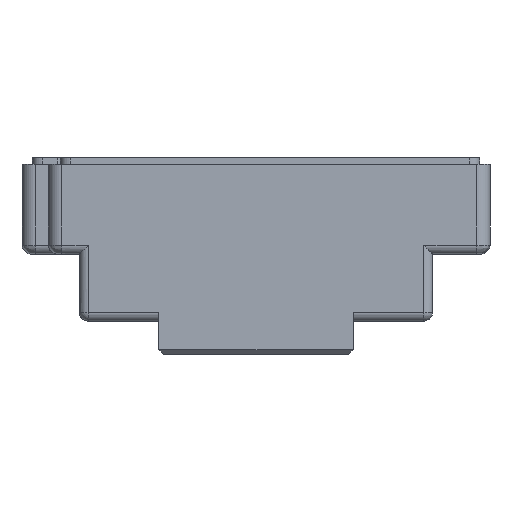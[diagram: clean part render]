
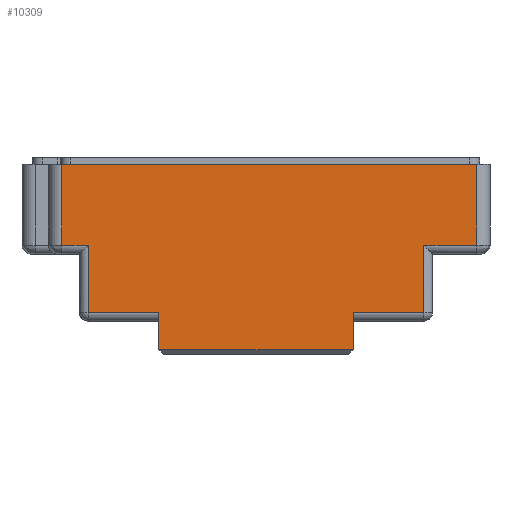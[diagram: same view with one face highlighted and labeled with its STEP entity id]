
A CAD part, left-side view. The second image highlights one B-rep face of the part: STEP entity #10309.
In plain terms, the highlighted planar face has unit normal (-1, 0, 0).
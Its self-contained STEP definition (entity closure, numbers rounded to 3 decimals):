
#913=FACE_OUTER_BOUND('',#1442,.T.);
#1442=EDGE_LOOP('',(#9125,#9126,#9127,#9128,#9129,#9130,#9131,#9132,#9133,
#9134,#9135,#9136));
#2283=LINE('',#15948,#3513);
#2496=LINE('',#16493,#3726);
#2639=LINE('',#16837,#3869);
#2640=LINE('',#16840,#3870);
#2641=LINE('',#16842,#3871);
#2642=LINE('',#16844,#3872);
#2643=LINE('',#16846,#3873);
#2644=LINE('',#16848,#3874);
#2645=LINE('',#16850,#3875);
#2646=LINE('',#16852,#3876);
#2647=LINE('',#16853,#3877);
#2648=LINE('',#16854,#3878);
#3513=VECTOR('',#12858,10.);
#3726=VECTOR('',#13377,10.);
#3869=VECTOR('',#13722,10.);
#3870=VECTOR('',#13725,10.);
#3871=VECTOR('',#13726,10.);
#3872=VECTOR('',#13727,10.);
#3873=VECTOR('',#13728,10.);
#3874=VECTOR('',#13729,10.);
#3875=VECTOR('',#13730,10.);
#3876=VECTOR('',#13731,10.);
#3877=VECTOR('',#13732,10.);
#3878=VECTOR('',#13733,10.);
#4596=VERTEX_POINT('',#15816);
#4632=VERTEX_POINT('',#15940);
#4634=VERTEX_POINT('',#15946);
#4812=VERTEX_POINT('',#16490);
#4813=VERTEX_POINT('',#16492);
#4914=VERTEX_POINT('',#16839);
#4915=VERTEX_POINT('',#16841);
#4916=VERTEX_POINT('',#16843);
#4917=VERTEX_POINT('',#16845);
#4918=VERTEX_POINT('',#16847);
#4919=VERTEX_POINT('',#16849);
#4920=VERTEX_POINT('',#16851);
#5908=EDGE_CURVE('',#4634,#4632,#2283,.T.);
#6184=EDGE_CURVE('',#4813,#4812,#2496,.T.);
#6354=EDGE_CURVE('',#4813,#4596,#2639,.T.);
#6355=EDGE_CURVE('',#4914,#4634,#2640,.T.);
#6356=EDGE_CURVE('',#4915,#4914,#2641,.T.);
#6357=EDGE_CURVE('',#4915,#4916,#2642,.T.);
#6358=EDGE_CURVE('',#4917,#4916,#2643,.T.);
#6359=EDGE_CURVE('',#4917,#4918,#2644,.T.);
#6360=EDGE_CURVE('',#4919,#4918,#2645,.T.);
#6361=EDGE_CURVE('',#4920,#4919,#2646,.T.);
#6362=EDGE_CURVE('',#4596,#4920,#2647,.T.);
#6363=EDGE_CURVE('',#4632,#4812,#2648,.T.);
#9125=ORIENTED_EDGE('',*,*,#6355,.F.);
#9126=ORIENTED_EDGE('',*,*,#6356,.F.);
#9127=ORIENTED_EDGE('',*,*,#6357,.T.);
#9128=ORIENTED_EDGE('',*,*,#6358,.F.);
#9129=ORIENTED_EDGE('',*,*,#6359,.T.);
#9130=ORIENTED_EDGE('',*,*,#6360,.F.);
#9131=ORIENTED_EDGE('',*,*,#6361,.F.);
#9132=ORIENTED_EDGE('',*,*,#6362,.F.);
#9133=ORIENTED_EDGE('',*,*,#6354,.F.);
#9134=ORIENTED_EDGE('',*,*,#6184,.T.);
#9135=ORIENTED_EDGE('',*,*,#6363,.F.);
#9136=ORIENTED_EDGE('',*,*,#5908,.F.);
#9816=PLANE('',#11101);
#10309=ADVANCED_FACE('',(#913),#9816,.T.);
#11101=AXIS2_PLACEMENT_3D('',#16838,#13723,#13724);
#12858=DIRECTION('',(0.,1.,0.));
#13377=DIRECTION('',(0.,1.,0.));
#13722=DIRECTION('',(0.,0.,-1.));
#13723=DIRECTION('center_axis',(-1.,0.,0.));
#13724=DIRECTION('ref_axis',(0.,1.,0.));
#13725=DIRECTION('',(0.,0.,1.));
#13726=DIRECTION('',(0.,1.,0.));
#13727=DIRECTION('',(0.,0.,-1.));
#13728=DIRECTION('',(0.,1.,0.));
#13729=DIRECTION('',(0.,0.,1.));
#13730=DIRECTION('',(0.,1.,0.));
#13731=DIRECTION('',(0.,0.,-1.));
#13732=DIRECTION('',(0.,1.,0.));
#13733=DIRECTION('',(0.,0.,1.));
#15816=CARTESIAN_POINT('',(-270.,-50.,-19.8));
#15940=CARTESIAN_POINT('',(-270.,44.,-19.8));
#15946=CARTESIAN_POINT('',(-270.,38.,-19.8));
#15948=CARTESIAN_POINT('',(-270.,-6.5,-19.8));
#16490=CARTESIAN_POINT('',(-270.,44.,-1.5));
#16492=CARTESIAN_POINT('',(-270.,-50.,-1.5));
#16493=CARTESIAN_POINT('',(-270.,-55.29,-1.5));
#16837=CARTESIAN_POINT('',(-270.,-50.,0.));
#16838=CARTESIAN_POINT('Origin',(-270.,-53.,0.));
#16839=CARTESIAN_POINT('',(-270.,38.,-35.));
#16840=CARTESIAN_POINT('',(-270.,38.,-18.5));
#16841=CARTESIAN_POINT('',(-270.,22.,-35.));
#16842=CARTESIAN_POINT('',(-270.,-15.5,-35.));
#16843=CARTESIAN_POINT('',(-270.,22.,-43.5));
#16844=CARTESIAN_POINT('',(-270.,22.,-22.25));
#16845=CARTESIAN_POINT('',(-270.,-22.,-43.5));
#16846=CARTESIAN_POINT('',(-270.,-26.5,-43.5));
#16847=CARTESIAN_POINT('',(-270.,-22.,-35.));
#16848=CARTESIAN_POINT('',(-270.,-22.,-18.5));
#16849=CARTESIAN_POINT('',(-270.,-38.,-35.));
#16850=CARTESIAN_POINT('',(-270.,-46.5,-35.));
#16851=CARTESIAN_POINT('',(-270.,-38.,-19.8));
#16852=CARTESIAN_POINT('',(-270.,-38.,-10.9));
#16853=CARTESIAN_POINT('',(-270.,-53.,-19.8));
#16854=CARTESIAN_POINT('',(-270.,44.,0.));
